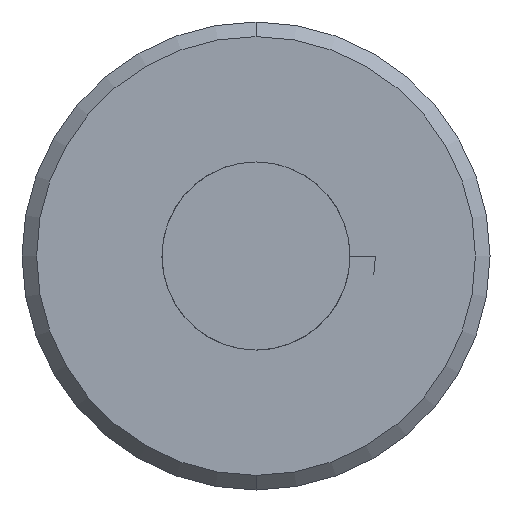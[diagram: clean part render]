
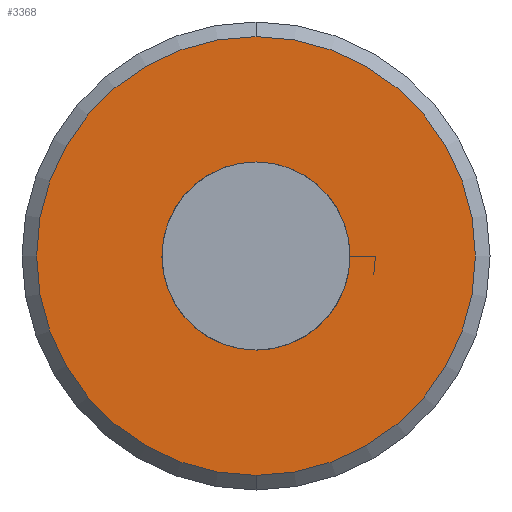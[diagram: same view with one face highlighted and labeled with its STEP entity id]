
A CAD part, front view. The second image highlights one B-rep face of the part: STEP entity #3368.
In plain terms, the highlighted planar face has unit normal (0, -1, 0).
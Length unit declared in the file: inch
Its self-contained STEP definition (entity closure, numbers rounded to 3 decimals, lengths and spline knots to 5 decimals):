
#435 = CARTESIAN_POINT ( 'NONE',  ( 0.1005, -2.11381, 0. ) ) ;
#844 = CIRCLE ( 'NONE', #3336, 0.1005 ) ;
#1092 = CARTESIAN_POINT ( 'NONE',  ( 0., -2.11381, -0.1005 ) ) ;
#1113 = ORIENTED_EDGE ( 'NONE', *, *, #5005, .T. ) ;
#1121 = CARTESIAN_POINT ( 'NONE',  ( 0., -2.11381, 0. ) ) ;
#1186 = EDGE_CURVE ( 'NONE', #1556, #6625, #6584, .T. ) ;
#1349 = VERTEX_POINT ( 'NONE', #435 ) ;
#1420 = DIRECTION ( 'NONE',  ( 0., 0., 1. ) ) ;
#1496 = EDGE_CURVE ( 'NONE', #1349, #1556, #6705, .T. ) ;
#1549 = AXIS2_PLACEMENT_3D ( 'NONE', #4298, #2136, #4915 ) ;
#1556 = VERTEX_POINT ( 'NONE', #1092 ) ;
#1673 = AXIS2_PLACEMENT_3D ( 'NONE', #6961, #6411, #1420 ) ;
#2037 = AXIS2_PLACEMENT_3D ( 'NONE', #6565, #3769, #4813 ) ;
#2090 = VERTEX_POINT ( 'NONE', #5939 ) ;
#2136 = DIRECTION ( 'NONE',  ( 0., -1., 0. ) ) ;
#2200 = EDGE_CURVE ( 'NONE', #7166, #2090, #3798, .T. ) ;
#2460 = EDGE_CURVE ( 'NONE', #6625, #1349, #844, .T. ) ;
#3003 = CARTESIAN_POINT ( 'NONE',  ( 0., -2.11381, 0. ) ) ;
#3336 = AXIS2_PLACEMENT_3D ( 'NONE', #1121, #3899, #3355 ) ;
#3355 = DIRECTION ( 'NONE',  ( 0., 0., 1. ) ) ;
#3368 = ADVANCED_FACE ( 'NONE', ( #3802, #4275 ), #5519, .F. ) ;
#3769 = DIRECTION ( 'NONE',  ( 0., 1., 0. ) ) ;
#3798 = CIRCLE ( 'NONE', #1549, 0.23437 ) ;
#3802 = FACE_BOUND ( 'NONE', #3836, .T. ) ;
#3836 = EDGE_LOOP ( 'NONE', ( #4985, #5303, #5071 ) ) ;
#3888 = CARTESIAN_POINT ( 'NONE',  ( 0., -2.11381, -0.23437 ) ) ;
#3899 = DIRECTION ( 'NONE',  ( 0., 1., 0. ) ) ;
#4275 = FACE_OUTER_BOUND ( 'NONE', #5690, .T. ) ;
#4298 = CARTESIAN_POINT ( 'NONE',  ( 0., -2.11381, 0. ) ) ;
#4599 = DIRECTION ( 'NONE',  ( 0., 1., 0. ) ) ;
#4711 = CARTESIAN_POINT ( 'NONE',  ( 0., -2.11381, 0.1005 ) ) ;
#4813 = DIRECTION ( 'NONE',  ( 0., 0., 1. ) ) ;
#4859 = DIRECTION ( 'NONE',  ( 0., -1., 0. ) ) ;
#4915 = DIRECTION ( 'NONE',  ( 0., 0., 1. ) ) ;
#4985 = ORIENTED_EDGE ( 'NONE', *, *, #1496, .T. ) ;
#5005 = EDGE_CURVE ( 'NONE', #2090, #7166, #5324, .T. ) ;
#5071 = ORIENTED_EDGE ( 'NONE', *, *, #2460, .T. ) ;
#5303 = ORIENTED_EDGE ( 'NONE', *, *, #1186, .T. ) ;
#5324 = CIRCLE ( 'NONE', #5673, 0.23437 ) ;
#5431 = AXIS2_PLACEMENT_3D ( 'NONE', #3003, #4599, #6861 ) ;
#5519 = PLANE ( 'NONE',  #2037 ) ;
#5523 = CARTESIAN_POINT ( 'NONE',  ( 0., -2.11381, 0. ) ) ;
#5564 = DIRECTION ( 'NONE',  ( 0., 0., 1. ) ) ;
#5673 = AXIS2_PLACEMENT_3D ( 'NONE', #5523, #4859, #5564 ) ;
#5690 = EDGE_LOOP ( 'NONE', ( #1113, #7024 ) ) ;
#5939 = CARTESIAN_POINT ( 'NONE',  ( 0., -2.11381, 0.23437 ) ) ;
#6411 = DIRECTION ( 'NONE',  ( 0., 1., 0. ) ) ;
#6565 = CARTESIAN_POINT ( 'NONE',  ( 0., -2.11381, 0. ) ) ;
#6584 = CIRCLE ( 'NONE', #5431, 0.1005 ) ;
#6625 = VERTEX_POINT ( 'NONE', #4711 ) ;
#6705 = CIRCLE ( 'NONE', #1673, 0.1005 ) ;
#6861 = DIRECTION ( 'NONE',  ( 0., 0., 1. ) ) ;
#6961 = CARTESIAN_POINT ( 'NONE',  ( 0., -2.11381, 0. ) ) ;
#7024 = ORIENTED_EDGE ( 'NONE', *, *, #2200, .T. ) ;
#7166 = VERTEX_POINT ( 'NONE', #3888 ) ;
